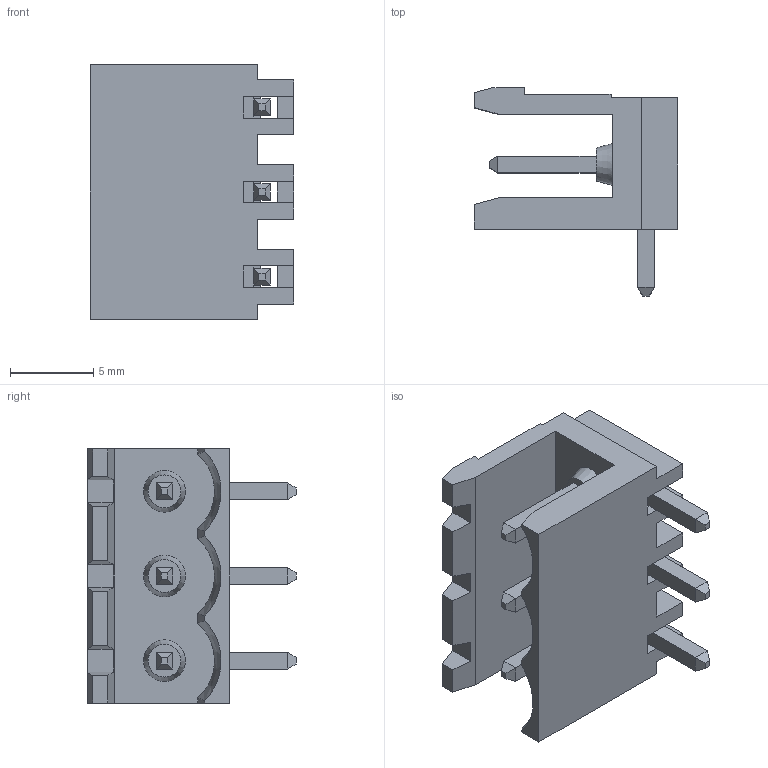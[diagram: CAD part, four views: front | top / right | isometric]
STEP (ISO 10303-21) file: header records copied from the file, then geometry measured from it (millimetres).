
FILE_DESCRIPTION( ( 'STEP AP214' ), '1' );
FILE_NAME( ' ', ' ', ( ' ' ), ( ' ' ), 'PSStep 11.0', 'VISI 17.0', ' ' );
FILE_SCHEMA( ( 'AUTOMOTIVE_DESIGN { 1 0 10303 214 1 1 1 1 }' ) );
Length unit declared in the file: millimetre
Products named in the file (1): 1
Bounding box: 12.2 x 12.5 x 15.24 mm (x, y, z)
Volume: 665.7 mm3; surface area: 1336 mm2
Topology: 1 solids, 4 shells, 176 faces, 462 edges, 297 vertices
Faces by surface type: plane 164, cone 6, cylinder 6
Entity records: 6678 total; most frequent: CARTESIAN_POINT 945, ORIENTED_EDGE 912, DIRECTION 825, EDGE_CURVE 456, LINE 429, VECTOR 429, VERTEX_POINT 294, AXIS2_PLACEMENT_3D 198
